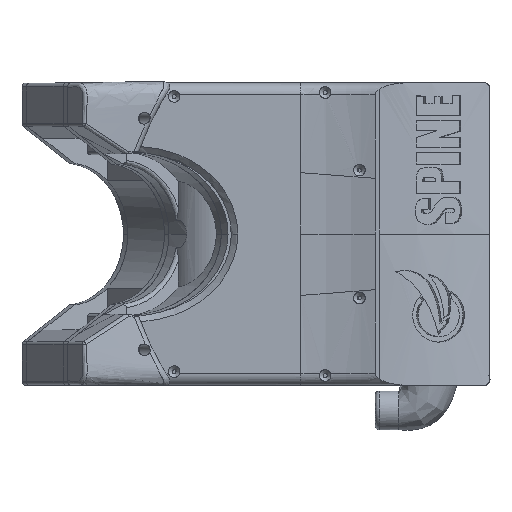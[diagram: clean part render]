
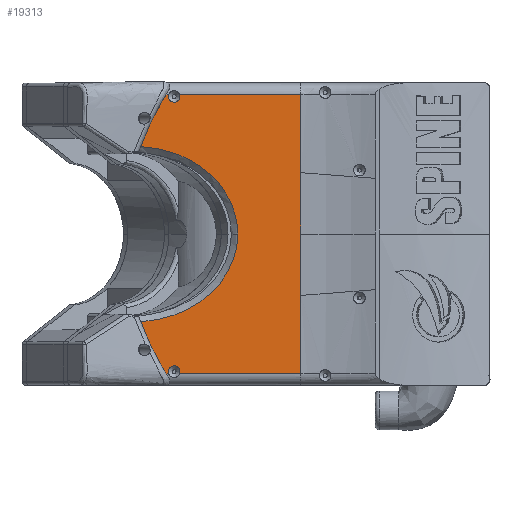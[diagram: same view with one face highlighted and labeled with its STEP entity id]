
A CAD part, top view. The second image highlights one B-rep face of the part: STEP entity #19313.
In plain terms, the highlighted planar face has unit normal (0, 0, 1).
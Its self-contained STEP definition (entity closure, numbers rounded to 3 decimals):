
#508=B_SPLINE_CURVE_WITH_KNOTS($,3,(#36089,#36090,#36091,#36092,#36093,
#36094,#36095,#36096,#36097,#36098,#36099,#36100,#36101),.UNSPECIFIED.,
 .F.,.F.,(4,3,3,3,4),(0.,1.086,3.259,
5.432,7.452),.UNSPECIFIED.);
#522=B_SPLINE_CURVE_WITH_KNOTS($,3,(#36268,#36269,#36270,#36271,#36272,
#36273,#36274,#36275,#36276,#36277,#36278,#36279,#36280),.UNSPECIFIED.,
 .F.,.F.,(4,3,3,3,4),(0.102,2.167,4.34,
5.427,7.6),.UNSPECIFIED.);
#531=B_SPLINE_CURVE_WITH_KNOTS($,3,(#36410,#36411,#36412,#36413),
 .UNSPECIFIED.,.F.,.F.,(4,4),(-3.274,-0.281),
 .UNSPECIFIED.);
#532=B_SPLINE_CURVE_WITH_KNOTS($,3,(#36434,#36435,#36436,#36437),
 .UNSPECIFIED.,.F.,.F.,(4,4),(-3.274,-0.281),
 .UNSPECIFIED.);
#2549=CIRCLE($,#21268,0.3);
#2550=CIRCLE($,#21269,0.3);
#3491=FACE_OUTER_BOUND($,#5032,.T.);
#5032=EDGE_LOOP($,(#16888,#16889,#16890,#16891,#16892,#16893,#16894,#16895,
#16896,#16897,#16898,#16899,#16900,#16901));
#6390=LINE($,#36415,#7730);
#6391=LINE($,#36419,#7731);
#6392=LINE($,#36421,#7732);
#6393=LINE($,#36423,#7733);
#6394=LINE($,#36425,#7734);
#6395=LINE($,#36427,#7735);
#6396=LINE($,#36429,#7736);
#6397=LINE($,#36433,#7737);
#7730=VECTOR($,#26046,0.137);
#7731=VECTOR($,#26049,6.261);
#7732=VECTOR($,#26050,4.031);
#7733=VECTOR($,#26051,3.169);
#7734=VECTOR($,#26052,3.169);
#7735=VECTOR($,#26053,4.031);
#7736=VECTOR($,#26054,6.261);
#7737=VECTOR($,#26057,0.137);
#9408=VERTEX_POINT($,#36080);
#9409=VERTEX_POINT($,#36088);
#9423=VERTEX_POINT($,#36232);
#9436=VERTEX_POINT($,#36409);
#9437=VERTEX_POINT($,#36414);
#9438=VERTEX_POINT($,#36416);
#9439=VERTEX_POINT($,#36418);
#9440=VERTEX_POINT($,#36420);
#9441=VERTEX_POINT($,#36422);
#9442=VERTEX_POINT($,#36424);
#9443=VERTEX_POINT($,#36426);
#9444=VERTEX_POINT($,#36428);
#9445=VERTEX_POINT($,#36430);
#9446=VERTEX_POINT($,#36432);
#11959=EDGE_CURVE($,#9409,#9408,#508,.T.);
#11978=EDGE_CURVE($,#9423,#9409,#522,.T.);
#11994=EDGE_CURVE($,#9408,#9436,#531,.T.);
#11995=EDGE_CURVE($,#9437,#9436,#6390,.T.);
#11996=EDGE_CURVE($,#9438,#9437,#2549,.T.);
#11997=EDGE_CURVE($,#9439,#9438,#6391,.T.);
#11998=EDGE_CURVE($,#9439,#9440,#6392,.T.);
#11999=EDGE_CURVE($,#9440,#9441,#6393,.T.);
#12000=EDGE_CURVE($,#9442,#9441,#6394,.T.);
#12001=EDGE_CURVE($,#9443,#9442,#6395,.T.);
#12002=EDGE_CURVE($,#9443,#9444,#6396,.T.);
#12003=EDGE_CURVE($,#9444,#9445,#2550,.T.);
#12004=EDGE_CURVE($,#9445,#9446,#6397,.T.);
#12005=EDGE_CURVE($,#9423,#9446,#532,.T.);
#16888=ORIENTED_EDGE($,*,*,#11959,.T.);
#16889=ORIENTED_EDGE($,*,*,#11994,.T.);
#16890=ORIENTED_EDGE($,*,*,#11995,.F.);
#16891=ORIENTED_EDGE($,*,*,#11996,.F.);
#16892=ORIENTED_EDGE($,*,*,#11997,.F.);
#16893=ORIENTED_EDGE($,*,*,#11998,.T.);
#16894=ORIENTED_EDGE($,*,*,#11999,.T.);
#16895=ORIENTED_EDGE($,*,*,#12000,.F.);
#16896=ORIENTED_EDGE($,*,*,#12001,.F.);
#16897=ORIENTED_EDGE($,*,*,#12002,.T.);
#16898=ORIENTED_EDGE($,*,*,#12003,.T.);
#16899=ORIENTED_EDGE($,*,*,#12004,.T.);
#16900=ORIENTED_EDGE($,*,*,#12005,.F.);
#16901=ORIENTED_EDGE($,*,*,#11978,.T.);
#18323=PLANE($,#21267);
#19313=ADVANCED_FACE($,(#3491),#18323,.T.);
#21267=AXIS2_PLACEMENT_3D($,#36408,#26044,#26045);
#21268=AXIS2_PLACEMENT_3D($,#36417,#26047,#26048);
#21269=AXIS2_PLACEMENT_3D($,#36431,#26055,#26056);
#26044=DIRECTION('center_axis',(0.,0.,
1.));
#26045=DIRECTION('ref_axis',(1.,0.,0.));
#26046=DIRECTION($,(-1.,0.,0.));
#26047=DIRECTION('center_axis',(0.,0.,
1.));
#26048=DIRECTION('ref_axis',(1.,0.,0.));
#26049=DIRECTION($,(-1.,0.,0.));
#26050=DIRECTION($,(0.,1.,0.));
#26051=DIRECTION($,(0.,1.,0.));
#26052=DIRECTION($,(0.,-1.,0.));
#26053=DIRECTION($,(0.,-1.,0.));
#26054=DIRECTION($,(-1.,0.,0.));
#26055=DIRECTION('center_axis',(0.,0.,
-1.));
#26056=DIRECTION('ref_axis',(1.,0.,0.));
#26057=DIRECTION($,(-1.,0.,0.));
#36080=CARTESIAN_POINT('',(-6.062,0.983,12.6));
#36088=CARTESIAN_POINT('',(-1.028,5.5,12.6));
#36089=CARTESIAN_POINT('Ctrl Pts',(-1.028,5.5,12.6));
#36090=CARTESIAN_POINT('Ctrl Pts',(-1.03,5.162,12.6));
#36091=CARTESIAN_POINT('Ctrl Pts',(-1.076,4.823,12.6));
#36092=CARTESIAN_POINT('Ctrl Pts',(-1.165,4.495,12.6));
#36093=CARTESIAN_POINT('Ctrl Pts',(-1.343,3.837,12.6));
#36094=CARTESIAN_POINT('Ctrl Pts',(-1.694,3.216,12.6));
#36095=CARTESIAN_POINT('Ctrl Pts',(-2.18,2.692,12.6));
#36096=CARTESIAN_POINT('Ctrl Pts',(-2.666,2.168,12.6));
#36097=CARTESIAN_POINT('Ctrl Pts',(-3.288,1.741,12.6));
#36098=CARTESIAN_POINT('Ctrl Pts',(-3.984,1.447,12.6));
#36099=CARTESIAN_POINT('Ctrl Pts',(-4.631,1.173,12.6));
#36100=CARTESIAN_POINT('Ctrl Pts',(-5.343,1.015,12.6));
#36101=CARTESIAN_POINT('Ctrl Pts',(-6.062,0.983,
12.6));
#36232=CARTESIAN_POINT('',(-6.062,10.017,12.6));
#36268=CARTESIAN_POINT('Ctrl Pts',(-6.062,10.017,12.6));
#36269=CARTESIAN_POINT('Ctrl Pts',(-5.331,9.984,12.6));
#36270=CARTESIAN_POINT('Ctrl Pts',(-4.609,9.822,12.6));
#36271=CARTESIAN_POINT('Ctrl Pts',(-3.954,9.541,12.6));
#36272=CARTESIAN_POINT('Ctrl Pts',(-3.264,9.244,12.6));
#36273=CARTESIAN_POINT('Ctrl Pts',(-2.65,8.816,12.6));
#36274=CARTESIAN_POINT('Ctrl Pts',(-2.168,8.294,12.6));
#36275=CARTESIAN_POINT('Ctrl Pts',(-1.927,8.033,12.6));
#36276=CARTESIAN_POINT('Ctrl Pts',(-1.719,7.748,12.6));
#36277=CARTESIAN_POINT('Ctrl Pts',(-1.551,7.446,12.6));
#36278=CARTESIAN_POINT('Ctrl Pts',(-1.213,6.843,12.6));
#36279=CARTESIAN_POINT('Ctrl Pts',(-1.032,6.173,12.6));
#36280=CARTESIAN_POINT('Ctrl Pts',(-1.028,5.5,12.6));
#36408=CARTESIAN_POINT('Origin',(-6.628,13.3,12.6));
#36409=CARTESIAN_POINT('',(-4.739,-1.7,12.6));
#36410=CARTESIAN_POINT('Ctrl Pts',(-6.062,0.983,
12.6));
#36411=CARTESIAN_POINT('Ctrl Pts',(-5.696,0.025,
12.6));
#36412=CARTESIAN_POINT('Ctrl Pts',(-5.25,-0.881,
12.6));
#36413=CARTESIAN_POINT('Ctrl Pts',(-4.739,-1.7,12.6));
#36414=CARTESIAN_POINT('',(-4.602,-1.7,12.6));
#36415=CARTESIAN_POINT($,(-0.68,-1.7,12.6));
#36416=CARTESIAN_POINT('',(-4.036,-1.7,12.6));
#36417=CARTESIAN_POINT('Origin',(-4.319,-1.6,12.6));
#36418=CARTESIAN_POINT('',(2.225,-1.7,12.6));
#36419=CARTESIAN_POINT($,(-0.68,-1.7,12.6));
#36420=CARTESIAN_POINT('',(2.225,2.331,12.6));
#36421=CARTESIAN_POINT($,(2.225,-2.3,12.6));
#36422=CARTESIAN_POINT('',(2.225,5.5,12.6));
#36423=CARTESIAN_POINT($,(2.225,2.331,12.6));
#36424=CARTESIAN_POINT('',(2.225,8.669,12.6));
#36425=CARTESIAN_POINT($,(2.225,8.669,12.6));
#36426=CARTESIAN_POINT('',(2.225,12.7,12.6));
#36427=CARTESIAN_POINT($,(2.225,13.3,12.6));
#36428=CARTESIAN_POINT('',(-4.036,12.7,12.6));
#36429=CARTESIAN_POINT($,(-0.68,12.7,12.6));
#36430=CARTESIAN_POINT('',(-4.602,12.7,12.6));
#36431=CARTESIAN_POINT('Origin',(-4.319,12.6,12.6));
#36432=CARTESIAN_POINT('',(-4.739,12.7,12.6));
#36433=CARTESIAN_POINT($,(-0.68,12.7,12.6));
#36434=CARTESIAN_POINT('Ctrl Pts',(-6.062,10.017,12.6));
#36435=CARTESIAN_POINT('Ctrl Pts',(-5.696,10.975,12.6));
#36436=CARTESIAN_POINT('Ctrl Pts',(-5.25,11.881,12.6));
#36437=CARTESIAN_POINT('Ctrl Pts',(-4.739,12.7,12.6));
